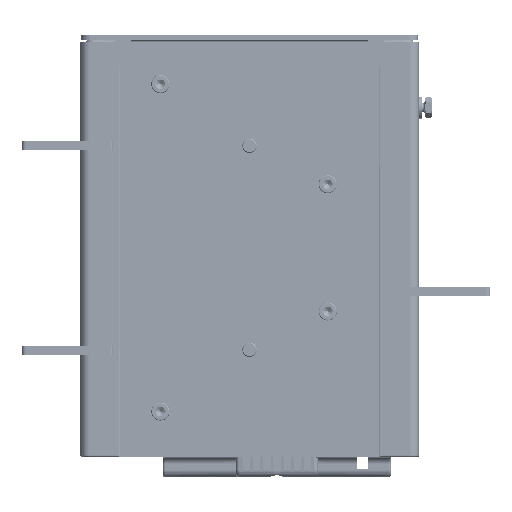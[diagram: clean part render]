
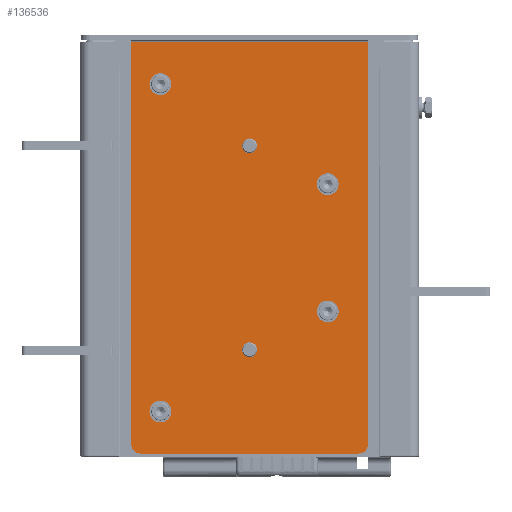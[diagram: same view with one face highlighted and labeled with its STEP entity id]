
A CAD part, left-side view. The second image highlights one B-rep face of the part: STEP entity #136536.
In plain terms, the highlighted planar face has unit normal (-1, 0, 0).
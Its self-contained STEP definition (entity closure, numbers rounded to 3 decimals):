
#135825=CARTESIAN_POINT('',(-289.5,60.,-218.));
#135826=DIRECTION('',(-1.,0.,0.));
#135827=DIRECTION('',(0.,1.,0.));
#135828=AXIS2_PLACEMENT_3D('',#135825,#135826,#135827);
#135830=DIRECTION('',(0.,0.,-1.));
#135831=VECTOR('',#135830,221.);
#135832=CARTESIAN_POINT('',(-289.5,65.,3.));
#135833=LINE('',#135832,#135831);
#135834=DIRECTION('',(0.,0.,1.));
#135835=VECTOR('',#135834,221.);
#135836=CARTESIAN_POINT('',(-289.5,-65.,-218.));
#135837=LINE('',#135836,#135835);
#135838=CARTESIAN_POINT('',(-289.5,-60.,-218.));
#135839=DIRECTION('',(-1.,0.,0.));
#135840=DIRECTION('',(0.,0.,-1.));
#135841=AXIS2_PLACEMENT_3D('',#135838,#135839,#135840);
#135843=DIRECTION('',(0.,-1.,0.));
#135844=VECTOR('',#135843,120.);
#135845=CARTESIAN_POINT('',(-289.5,60.,-223.));
#135846=LINE('',#135845,#135844);
#135847=CARTESIAN_POINT('',(-289.5,49.,-199.9));
#135848=DIRECTION('',(1.,0.,0.));
#135849=DIRECTION('',(0.,1.,0.));
#135850=AXIS2_PLACEMENT_3D('',#135847,#135848,#135849);
#135852=CARTESIAN_POINT('',(-289.5,49.,-199.9));
#135853=DIRECTION('',(1.,0.,0.));
#135854=DIRECTION('',(0.,-1.,0.));
#135855=AXIS2_PLACEMENT_3D('',#135852,#135853,#135854);
#135857=CARTESIAN_POINT('',(-289.5,0.,-54.));
#135858=DIRECTION('',(1.,0.,0.));
#135859=DIRECTION('',(0.,1.,0.));
#135860=AXIS2_PLACEMENT_3D('',#135857,#135858,#135859);
#135862=CARTESIAN_POINT('',(-289.5,0.,-54.));
#135863=DIRECTION('',(1.,0.,0.));
#135864=DIRECTION('',(0.,-1.,0.));
#135865=AXIS2_PLACEMENT_3D('',#135862,#135863,#135864);
#135867=CARTESIAN_POINT('',(-289.5,0.,-166.));
#135868=DIRECTION('',(1.,0.,0.));
#135869=DIRECTION('',(0.,1.,0.));
#135870=AXIS2_PLACEMENT_3D('',#135867,#135868,#135869);
#135872=CARTESIAN_POINT('',(-289.5,0.,-166.));
#135873=DIRECTION('',(1.,0.,0.));
#135874=DIRECTION('',(0.,-1.,0.));
#135875=AXIS2_PLACEMENT_3D('',#135872,#135873,#135874);
#135877=CARTESIAN_POINT('',(-289.5,-42.9,-144.947));
#135878=DIRECTION('',(1.,0.,0.));
#135879=DIRECTION('',(0.,1.,0.));
#135880=AXIS2_PLACEMENT_3D('',#135877,#135878,#135879);
#135882=CARTESIAN_POINT('',(-289.5,-42.9,-144.947));
#135883=DIRECTION('',(1.,0.,0.));
#135884=DIRECTION('',(0.,-1.,0.));
#135885=AXIS2_PLACEMENT_3D('',#135882,#135883,#135884);
#135887=CARTESIAN_POINT('',(-289.5,-42.9,-75.053));
#135888=DIRECTION('',(1.,0.,0.));
#135889=DIRECTION('',(0.,1.,0.));
#135890=AXIS2_PLACEMENT_3D('',#135887,#135888,#135889);
#135892=CARTESIAN_POINT('',(-289.5,-42.9,-75.053));
#135893=DIRECTION('',(1.,0.,0.));
#135894=DIRECTION('',(0.,-1.,0.));
#135895=AXIS2_PLACEMENT_3D('',#135892,#135893,#135894);
#135897=CARTESIAN_POINT('',(-289.5,49.,-20.1));
#135898=DIRECTION('',(1.,0.,0.));
#135899=DIRECTION('',(0.,1.,0.));
#135900=AXIS2_PLACEMENT_3D('',#135897,#135898,#135899);
#135902=CARTESIAN_POINT('',(-289.5,49.,-20.1));
#135903=DIRECTION('',(1.,0.,0.));
#135904=DIRECTION('',(0.,-1.,0.));
#135905=AXIS2_PLACEMENT_3D('',#135902,#135903,#135904);
#136280=DIRECTION('',(0.,-1.,0.));
#136281=VECTOR('',#136280,130.);
#136282=CARTESIAN_POINT('',(-289.5,65.,3.));
#136283=LINE('',#136282,#136281);
#136321=CARTESIAN_POINT('',(-289.5,-46.,-144.947));
#136323=VERTEX_POINT('',#136321);
#136329=CARTESIAN_POINT('',(-289.5,-65.,-218.));
#136331=VERTEX_POINT('',#136329);
#136333=CARTESIAN_POINT('',(-289.5,4.05,-166.));
#136335=VERTEX_POINT('',#136333);
#136336=CARTESIAN_POINT('',(-289.5,52.1,-199.9));
#136337=CARTESIAN_POINT('',(-289.5,45.9,-199.9));
#136338=VERTEX_POINT('',#136336);
#136339=VERTEX_POINT('',#136337);
#136374=CARTESIAN_POINT('',(-289.5,4.05,-54.));
#136375=CARTESIAN_POINT('',(-289.5,-4.05,-54.));
#136376=VERTEX_POINT('',#136374);
#136377=VERTEX_POINT('',#136375);
#136384=CARTESIAN_POINT('',(-289.5,-39.8,-144.947));
#136385=VERTEX_POINT('',#136384);
#136396=CARTESIAN_POINT('',(-289.5,45.9,-20.1));
#136397=CARTESIAN_POINT('',(-289.5,52.1,-20.1));
#136398=VERTEX_POINT('',#136396);
#136399=VERTEX_POINT('',#136397);
#136400=CARTESIAN_POINT('',(-289.5,65.,3.));
#136401=CARTESIAN_POINT('',(-289.5,65.,-218.));
#136402=VERTEX_POINT('',#136400);
#136403=VERTEX_POINT('',#136401);
#136416=CARTESIAN_POINT('',(-289.5,-4.05,-166.));
#136417=VERTEX_POINT('',#136416);
#136422=CARTESIAN_POINT('',(-289.5,-60.,-223.));
#136423=VERTEX_POINT('',#136422);
#136426=CARTESIAN_POINT('',(-289.5,60.,-223.));
#136427=VERTEX_POINT('',#136426);
#136432=CARTESIAN_POINT('',(-289.5,-46.,-75.053));
#136433=VERTEX_POINT('',#136432);
#136436=CARTESIAN_POINT('',(-289.5,-65.,3.));
#136437=VERTEX_POINT('',#136436);
#136456=CARTESIAN_POINT('',(-289.5,-39.8,-75.053));
#136457=VERTEX_POINT('',#136456);
#136482=CARTESIAN_POINT('',(-289.5,0.,-110.));
#136483=DIRECTION('',(-1.,0.,0.));
#136484=DIRECTION('',(0.,-1.,0.));
#136485=AXIS2_PLACEMENT_3D('',#136482,#136483,#136484);
#136486=PLANE('',#136485);
#136488=ORIENTED_EDGE('',*,*,#136487,.F.);
#136490=ORIENTED_EDGE('',*,*,#136489,.F.);
#136492=ORIENTED_EDGE('',*,*,#136491,.T.);
#136494=ORIENTED_EDGE('',*,*,#136493,.F.);
#136496=ORIENTED_EDGE('',*,*,#136495,.F.);
#136498=ORIENTED_EDGE('',*,*,#136497,.F.);
#136499=EDGE_LOOP('',(#136488,#136490,#136492,#136494,#136496,#136498));
#136500=FACE_OUTER_BOUND('',#136499,.F.);
#136502=ORIENTED_EDGE('',*,*,#136501,.F.);
#136504=ORIENTED_EDGE('',*,*,#136503,.F.);
#136505=EDGE_LOOP('',(#136502,#136504));
#136506=FACE_BOUND('',#136505,.F.);
#136508=ORIENTED_EDGE('',*,*,#136507,.F.);
#136510=ORIENTED_EDGE('',*,*,#136509,.F.);
#136511=EDGE_LOOP('',(#136508,#136510));
#136512=FACE_BOUND('',#136511,.F.);
#136514=ORIENTED_EDGE('',*,*,#136513,.F.);
#136515=ORIENTED_EDGE('',*,*,#136471,.F.);
#136516=EDGE_LOOP('',(#136514,#136515));
#136517=FACE_BOUND('',#136516,.F.);
#136519=ORIENTED_EDGE('',*,*,#136518,.F.);
#136521=ORIENTED_EDGE('',*,*,#136520,.F.);
#136522=EDGE_LOOP('',(#136519,#136521));
#136523=FACE_BOUND('',#136522,.F.);
#136525=ORIENTED_EDGE('',*,*,#136524,.F.);
#136527=ORIENTED_EDGE('',*,*,#136526,.F.);
#136528=EDGE_LOOP('',(#136525,#136527));
#136529=FACE_BOUND('',#136528,.F.);
#136531=ORIENTED_EDGE('',*,*,#136530,.F.);
#136533=ORIENTED_EDGE('',*,*,#136532,.F.);
#136534=EDGE_LOOP('',(#136531,#136533));
#136535=FACE_BOUND('',#136534,.F.);
#136536=ADVANCED_FACE('',(#136500,#136506,#136512,#136517,#136523,#136529,
#136535),#136486,.T.);
#135829=CIRCLE('',#135828,5.);
#135842=CIRCLE('',#135841,5.);
#135851=CIRCLE('',#135850,3.1);
#135856=CIRCLE('',#135855,3.1);
#135861=CIRCLE('',#135860,4.05);
#135866=CIRCLE('',#135865,4.05);
#135871=CIRCLE('',#135870,4.05);
#135876=CIRCLE('',#135875,4.05);
#135881=CIRCLE('',#135880,3.1);
#135886=CIRCLE('',#135885,3.1);
#135891=CIRCLE('',#135890,3.1);
#135896=CIRCLE('',#135895,3.1);
#135901=CIRCLE('',#135900,3.1);
#135906=CIRCLE('',#135905,3.1);
#136471=EDGE_CURVE('',#136417,#136335,#135876,.T.);
#136487=EDGE_CURVE('',#136403,#136427,#135829,.T.);
#136489=EDGE_CURVE('',#136402,#136403,#135833,.T.);
#136491=EDGE_CURVE('',#136402,#136437,#136283,.T.);
#136493=EDGE_CURVE('',#136331,#136437,#135837,.T.);
#136495=EDGE_CURVE('',#136423,#136331,#135842,.T.);
#136497=EDGE_CURVE('',#136427,#136423,#135846,.T.);
#136501=EDGE_CURVE('',#136338,#136339,#135851,.T.);
#136503=EDGE_CURVE('',#136339,#136338,#135856,.T.);
#136507=EDGE_CURVE('',#136376,#136377,#135861,.T.);
#136509=EDGE_CURVE('',#136377,#136376,#135866,.T.);
#136513=EDGE_CURVE('',#136335,#136417,#135871,.T.);
#136518=EDGE_CURVE('',#136385,#136323,#135881,.T.);
#136520=EDGE_CURVE('',#136323,#136385,#135886,.T.);
#136524=EDGE_CURVE('',#136457,#136433,#135891,.T.);
#136526=EDGE_CURVE('',#136433,#136457,#135896,.T.);
#136530=EDGE_CURVE('',#136399,#136398,#135901,.T.);
#136532=EDGE_CURVE('',#136398,#136399,#135906,.T.);
